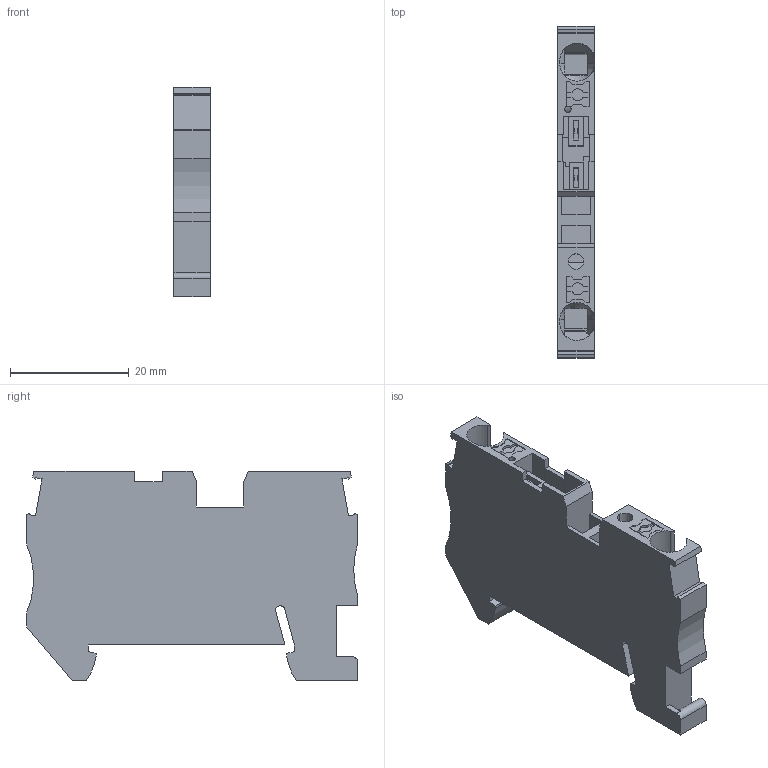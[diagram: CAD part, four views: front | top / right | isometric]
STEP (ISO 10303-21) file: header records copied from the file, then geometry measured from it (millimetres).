
FILE_DESCRIPTION(('Creo Elements/Direct Modeling STEP Export'),'2;1');
FILE_NAME('model.stp','2019-03-22T 0:57:50',(''),(''),'Creo Elements/Direct Modeling STEP processor for AP214 (Solid Model)','Creo Elements/Direct Modeling 20.1A 29-Sep-2018 (C) Parametric Technology GmbH','');
FILE_SCHEMA(('AUTOMOTIVE_DESIGN { 1 0 10303 214 1 1 1 1 }'));
Length unit declared in the file: millimetre
Products named in the file (2): PT_4_FSI_F-select
Assembly tree (1 placements, depth 2):
  PT_4_FSI_F-select
    PT_4_FSI_F-select
Bounding box: 6.15 x 55.9 x 35.25 mm (x, y, z)
Volume: 8281.8 mm3; surface area: 6113 mm2
Topology: 1 solids, 1 shells, 217 faces, 621 edges, 411 vertices
Faces by surface type: plane 187, cylinder 24, torus 4, cone 2
Entity records: 9935 total; most frequent: CARTESIAN_POINT 2544, ORIENTED_EDGE 1242, DIRECTION 1057, EDGE_CURVE 621, VECTOR 529, LINE 529, VERTEX_POINT 411, AXIS2_PLACEMENT_3D 264
